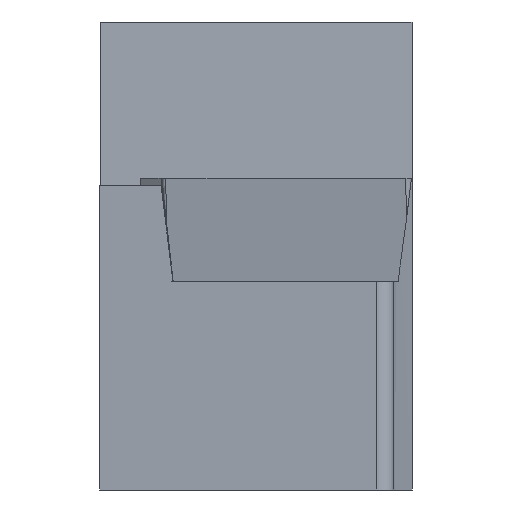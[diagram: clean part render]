
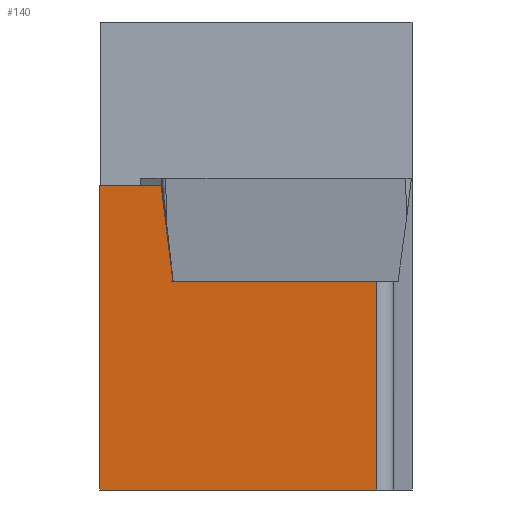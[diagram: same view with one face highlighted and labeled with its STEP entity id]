
A CAD part, left-side view. The second image highlights one B-rep face of the part: STEP entity #140.
In plain terms, the highlighted planar face has unit normal (-0.996, 0.087, 0).
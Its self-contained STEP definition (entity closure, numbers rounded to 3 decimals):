
#140=ADVANCED_FACE('',(#186),#166,.F.);
#166=PLANE('',#590);
#186=FACE_OUTER_BOUND('',#212,.T.);
#212=EDGE_LOOP('',(#277,#278,#279,#280,#281,#282));
#277=ORIENTED_EDGE('',*,*,#431,.T.);
#278=ORIENTED_EDGE('',*,*,#432,.T.);
#279=ORIENTED_EDGE('',*,*,#430,.F.);
#280=ORIENTED_EDGE('',*,*,#402,.T.);
#281=ORIENTED_EDGE('',*,*,#423,.F.);
#282=ORIENTED_EDGE('',*,*,#433,.F.);
#359=VERTEX_POINT('',#745);
#360=VERTEX_POINT('',#746);
#375=VERTEX_POINT('',#787);
#377=VERTEX_POINT('',#796);
#380=VERTEX_POINT('',#804);
#381=VERTEX_POINT('',#805);
#402=EDGE_CURVE('',#359,#360,#467,.T.);
#423=EDGE_CURVE('',#375,#360,#487,.T.);
#430=EDGE_CURVE('',#359,#377,#492,.T.);
#431=EDGE_CURVE('',#380,#381,#493,.T.);
#432=EDGE_CURVE('',#381,#377,#494,.T.);
#433=EDGE_CURVE('',#380,#375,#495,.T.);
#467=LINE('',#744,#522);
#487=LINE('',#788,#542);
#492=LINE('',#801,#547);
#493=LINE('',#803,#548);
#494=LINE('',#806,#549);
#495=LINE('',#807,#550);
#522=VECTOR('',#616,1.);
#542=VECTOR('',#650,1.);
#547=VECTOR('',#663,1.);
#548=VECTOR('',#666,1.);
#549=VECTOR('',#667,1.);
#550=VECTOR('',#668,1.);
#590=AXIS2_PLACEMENT_3D('',#808,#669,#670);
#616=DIRECTION('',(0.,0.,-1.));
#650=DIRECTION('',(0.087,0.996,0.));
#663=DIRECTION('',(-0.087,-0.996,0.));
#666=DIRECTION('',(0.087,0.996,0.));
#667=DIRECTION('',(0.011,0.123,0.992));
#668=DIRECTION('',(0.,0.,-1.));
#669=DIRECTION('',(0.996,-0.087,0.));
#670=DIRECTION('',(0.087,0.996,0.));
#744=CARTESIAN_POINT('',(1.64,0.,158.948));
#745=CARTESIAN_POINT('',(1.64,0.,-0.3));
#746=CARTESIAN_POINT('',(1.64,0.,-12.));
#787=CARTESIAN_POINT('',(0.709,-10.641,-12.));
#788=CARTESIAN_POINT('',(1.627,-0.142,-12.));
#796=CARTESIAN_POINT('',(1.434,-2.35,-0.3));
#801=CARTESIAN_POINT('',(1.627,-0.142,-0.3));
#803=CARTESIAN_POINT('',(1.64,0.,-3.97));
#804=CARTESIAN_POINT('',(0.709,-10.641,-3.97));
#805=CARTESIAN_POINT('',(1.394,-2.806,-3.97));
#806=CARTESIAN_POINT('',(3.141,17.162,156.8));
#807=CARTESIAN_POINT('',(0.709,-10.641,158.948));
#808=CARTESIAN_POINT('',(1.64,0.,158.948));
